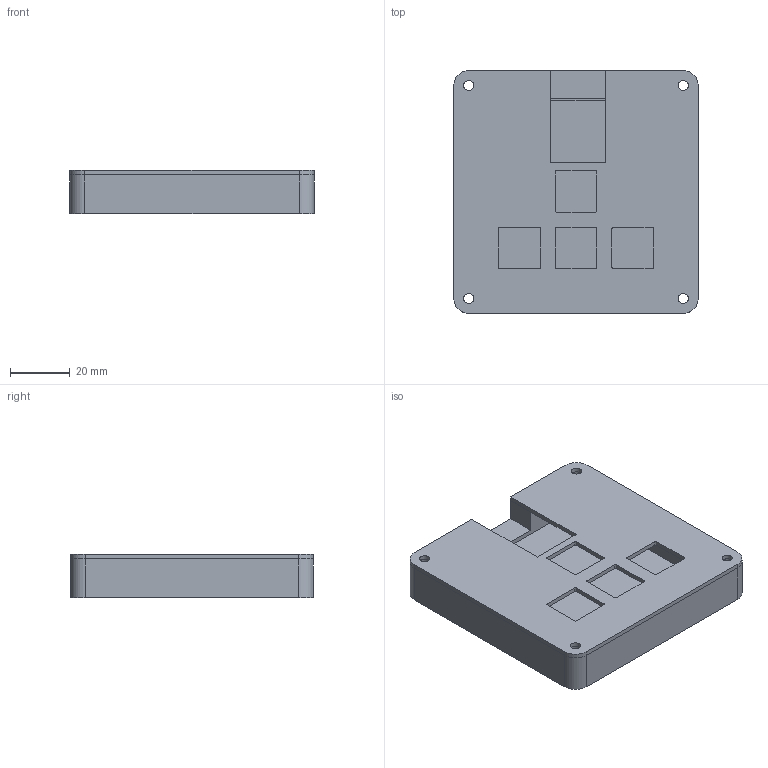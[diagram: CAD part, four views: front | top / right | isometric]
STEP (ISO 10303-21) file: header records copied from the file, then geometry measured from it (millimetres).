
FILE_DESCRIPTION(/* description */ (''),/* implementation_level */ '2;1');
FILE_NAME(/* name */ 'Hackpad.step',/* time_stamp */ '2026-01-07T12:31:07-06:00',/* author */ (''),/* organization */ (''),/* preprocessor_version */ 'ST-DEVELOPER v20.1',/* originating_system */ 'Autodesk Translation Framework v14.21.0.0',/* authorisation */ '');
FILE_SCHEMA (('AUTOMOTIVE_DESIGN { 1 0 10303 214 3 1 1 }'));
Length unit declared in the file: millimetre
Products named in the file (4): Hackpad; Plate; Case; PCB
Assembly tree (3 placements, depth 2):
  Hackpad
    Plate
    Case
    PCB
Bounding box: 82.06 x 81.58 x 14.5 mm (x, y, z)
Volume: 58902.2 mm3; surface area: 40059.5 mm2
Topology: 3 solids, 3 shells, 425 faces, 1191 edges, 794 vertices
Faces by surface type: bspline 236, plane 153, cylinder 36
Full cylindrical faces by diameter (mm): 3.4 x8, 6 x4
Entity records: 15982 total; most frequent: CARTESIAN_POINT 6429, ORIENTED_EDGE 2382, EDGE_CURVE 1191, DIRECTION 1183, VERTEX_POINT 794, LINE 647, VECTOR 647, B_SPLINE_CURVE_WITH_KNOTS 472
